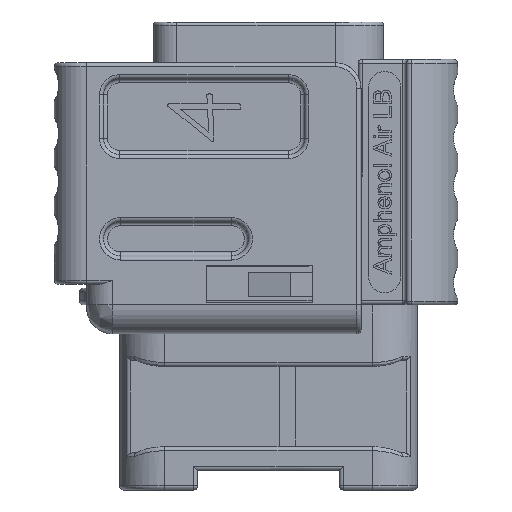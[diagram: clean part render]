
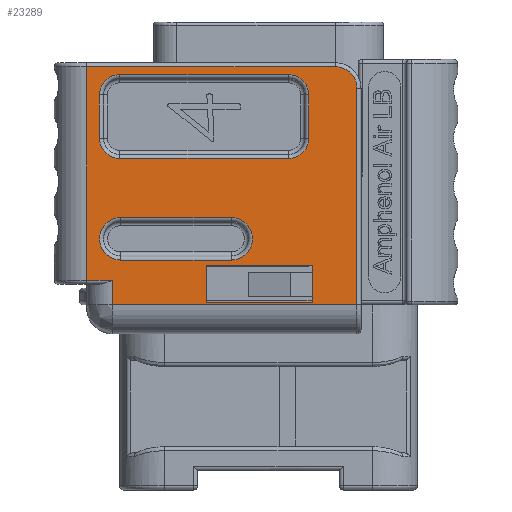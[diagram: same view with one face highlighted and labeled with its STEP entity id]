
A CAD part, left-side view. The second image highlights one B-rep face of the part: STEP entity #23289.
In plain terms, the highlighted planar face has unit normal (-1, 0, 0).
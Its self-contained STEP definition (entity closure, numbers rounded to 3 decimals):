
#696=DIRECTION('',(0.,0.,-1.));
#697=VECTOR('',#696,1.53);
#698=CARTESIAN_POINT('',(-13.75,9.7,1.53));
#699=LINE('',#698,#697);
#725=DIRECTION('',(0.,0.,-1.));
#726=VECTOR('',#725,13.27);
#727=CARTESIAN_POINT('',(-13.75,11.3,14.8));
#728=LINE('',#727,#726);
#1240=DIRECTION('',(0.,0.,-1.));
#1241=VECTOR('',#1240,13.45);
#1242=CARTESIAN_POINT('',(-13.75,-5.5,13.45));
#1243=LINE('',#1242,#1241);
#1244=DIRECTION('',(0.,-1.,0.));
#1245=VECTOR('',#1244,15.2);
#1246=CARTESIAN_POINT('',(-13.75,9.7,0.));
#1247=LINE('',#1246,#1245);
#1248=DIRECTION('',(0.,-1.,0.));
#1249=VECTOR('',#1248,1.6);
#1250=CARTESIAN_POINT('',(-13.75,11.3,1.53));
#1251=LINE('',#1250,#1249);
#1252=DIRECTION('',(0.,-1.,0.));
#1253=VECTOR('',#1252,15.45);
#1254=CARTESIAN_POINT('',(-13.75,11.3,14.8));
#1255=LINE('',#1254,#1253);
#1256=CARTESIAN_POINT('',(-13.75,-4.15,13.45));
#1257=DIRECTION('',(1.,0.,0.));
#1258=DIRECTION('',(0.,0.,1.));
#1259=AXIS2_PLACEMENT_3D('',#1256,#1257,#1258);
#1261=DIRECTION('',(0.,0.,-1.));
#1262=VECTOR('',#1261,2.3);
#1263=CARTESIAN_POINT('',(-13.75,-2.75,2.45));
#1264=LINE('',#1263,#1262);
#1265=DIRECTION('',(0.,-1.,0.));
#1266=VECTOR('',#1265,6.6);
#1267=CARTESIAN_POINT('',(-13.75,3.85,2.45));
#1268=LINE('',#1267,#1266);
#1269=DIRECTION('',(0.,0.,1.));
#1270=VECTOR('',#1269,2.3);
#1271=CARTESIAN_POINT('',(-13.75,3.85,0.15));
#1272=LINE('',#1271,#1270);
#1273=DIRECTION('',(0.,1.,0.));
#1274=VECTOR('',#1273,6.6);
#1275=CARTESIAN_POINT('',(-13.75,-2.75,0.15));
#1276=LINE('',#1275,#1274);
#1277=CARTESIAN_POINT('',(-13.75,9.25,10.35));
#1278=DIRECTION('',(1.,0.,0.));
#1279=DIRECTION('',(0.,0.,-1.));
#1280=AXIS2_PLACEMENT_3D('',#1277,#1278,#1279);
#1282=DIRECTION('',(0.,1.,0.));
#1283=VECTOR('',#1282,10.5);
#1284=CARTESIAN_POINT('',(-13.75,-1.25,9.1));
#1285=LINE('',#1284,#1283);
#1286=CARTESIAN_POINT('',(-13.75,-1.25,10.35));
#1287=DIRECTION('',(1.,0.,0.));
#1288=DIRECTION('',(0.,-1.,0.));
#1289=AXIS2_PLACEMENT_3D('',#1286,#1287,#1288);
#1291=DIRECTION('',(0.,0.,-1.));
#1292=VECTOR('',#1291,2.7);
#1293=CARTESIAN_POINT('',(-13.75,-2.5,13.05));
#1294=LINE('',#1293,#1292);
#1295=CARTESIAN_POINT('',(-13.75,-1.25,13.05));
#1296=DIRECTION('',(1.,0.,0.));
#1297=DIRECTION('',(0.,0.,1.));
#1298=AXIS2_PLACEMENT_3D('',#1295,#1296,#1297);
#1300=DIRECTION('',(0.,-1.,0.));
#1301=VECTOR('',#1300,10.5);
#1302=CARTESIAN_POINT('',(-13.75,9.25,14.3));
#1303=LINE('',#1302,#1301);
#1304=CARTESIAN_POINT('',(-13.75,9.25,13.05));
#1305=DIRECTION('',(1.,0.,0.));
#1306=DIRECTION('',(0.,1.,0.));
#1307=AXIS2_PLACEMENT_3D('',#1304,#1305,#1306);
#1309=DIRECTION('',(0.,0.,1.));
#1310=VECTOR('',#1309,2.7);
#1311=CARTESIAN_POINT('',(-13.75,10.5,10.35));
#1312=LINE('',#1311,#1310);
#1313=DIRECTION('',(0.,-1.,0.));
#1314=VECTOR('',#1313,6.86);
#1315=CARTESIAN_POINT('',(-13.75,9.18,2.79));
#1316=LINE('',#1315,#1314);
#1317=CARTESIAN_POINT('',(-13.75,2.32,4.11));
#1318=DIRECTION('',(-1.,0.,0.));
#1319=DIRECTION('',(0.,0.,-1.));
#1320=AXIS2_PLACEMENT_3D('',#1317,#1318,#1319);
#1322=DIRECTION('',(0.,1.,0.));
#1323=VECTOR('',#1322,6.86);
#1324=CARTESIAN_POINT('',(-13.75,2.32,5.43));
#1325=LINE('',#1324,#1323);
#1326=CARTESIAN_POINT('',(-13.75,9.18,4.11));
#1327=DIRECTION('',(-1.,0.,0.));
#1328=DIRECTION('',(0.,0.,1.));
#1329=AXIS2_PLACEMENT_3D('',#1326,#1327,#1328);
#20978=CARTESIAN_POINT('',(-13.75,9.7,0.));
#20980=VERTEX_POINT('',#20978);
#20994=CARTESIAN_POINT('',(-13.75,-2.75,2.45));
#20995=CARTESIAN_POINT('',(-13.75,-2.75,0.15));
#20996=VERTEX_POINT('',#20994);
#20997=VERTEX_POINT('',#20995);
#20998=CARTESIAN_POINT('',(-13.75,3.85,0.15));
#20999=VERTEX_POINT('',#20998);
#21000=CARTESIAN_POINT('',(-13.75,3.85,2.45));
#21001=VERTEX_POINT('',#21000);
#21010=CARTESIAN_POINT('',(-13.75,11.3,1.53));
#21011=CARTESIAN_POINT('',(-13.75,9.7,1.53));
#21012=VERTEX_POINT('',#21010);
#21013=VERTEX_POINT('',#21011);
#21158=CARTESIAN_POINT('',(-13.75,9.25,9.1));
#21159=CARTESIAN_POINT('',(-13.75,10.5,10.35));
#21160=VERTEX_POINT('',#21158);
#21161=VERTEX_POINT('',#21159);
#21166=CARTESIAN_POINT('',(-13.75,10.5,13.05));
#21167=VERTEX_POINT('',#21166);
#21170=CARTESIAN_POINT('',(-13.75,9.25,14.3));
#21171=VERTEX_POINT('',#21170);
#21174=CARTESIAN_POINT('',(-13.75,-1.25,14.3));
#21175=VERTEX_POINT('',#21174);
#21178=CARTESIAN_POINT('',(-13.75,-2.5,13.05));
#21179=VERTEX_POINT('',#21178);
#21182=CARTESIAN_POINT('',(-13.75,-2.5,10.35));
#21183=VERTEX_POINT('',#21182);
#21186=CARTESIAN_POINT('',(-13.75,-1.25,9.1));
#21187=VERTEX_POINT('',#21186);
#21281=CARTESIAN_POINT('',(-13.75,-5.5,0.));
#21283=VERTEX_POINT('',#21281);
#21287=CARTESIAN_POINT('',(-13.75,-5.5,13.45));
#21288=VERTEX_POINT('',#21287);
#21291=CARTESIAN_POINT('',(-13.75,-4.15,14.8));
#21292=VERTEX_POINT('',#21291);
#21295=CARTESIAN_POINT('',(-13.75,11.3,14.8));
#21296=VERTEX_POINT('',#21295);
#21619=CARTESIAN_POINT('',(-13.75,9.18,2.79));
#21620=CARTESIAN_POINT('',(-13.75,2.32,2.79));
#21621=VERTEX_POINT('',#21619);
#21622=VERTEX_POINT('',#21620);
#21625=CARTESIAN_POINT('',(-13.75,2.32,5.43));
#21626=VERTEX_POINT('',#21625);
#21629=CARTESIAN_POINT('',(-13.75,9.18,5.43));
#21630=VERTEX_POINT('',#21629);
#23237=CARTESIAN_POINT('',(-13.75,11.25,15.05));
#23238=DIRECTION('',(-1.,0.,0.));
#23239=DIRECTION('',(0.,1.,0.));
#23240=AXIS2_PLACEMENT_3D('',#23237,#23238,#23239);
#23241=PLANE('',#23240);
#23243=ORIENTED_EDGE('',*,*,#23242,.T.);
#23244=ORIENTED_EDGE('',*,*,#23208,.F.);
#23245=ORIENTED_EDGE('',*,*,#22691,.F.);
#23246=ORIENTED_EDGE('',*,*,#22707,.F.);
#23247=ORIENTED_EDGE('',*,*,#22734,.F.);
#23249=ORIENTED_EDGE('',*,*,#23248,.T.);
#23251=ORIENTED_EDGE('',*,*,#23250,.T.);
#23252=EDGE_LOOP('',(#23243,#23244,#23245,#23246,#23247,#23249,#23251));
#23253=FACE_OUTER_BOUND('',#23252,.F.);
#23254=ORIENTED_EDGE('',*,*,#22898,.F.);
#23255=ORIENTED_EDGE('',*,*,#22922,.F.);
#23256=ORIENTED_EDGE('',*,*,#22938,.F.);
#23258=ORIENTED_EDGE('',*,*,#23257,.F.);
#23259=EDGE_LOOP('',(#23254,#23255,#23256,#23258));
#23260=FACE_BOUND('',#23259,.F.);
#23262=ORIENTED_EDGE('',*,*,#23261,.F.);
#23264=ORIENTED_EDGE('',*,*,#23263,.F.);
#23266=ORIENTED_EDGE('',*,*,#23265,.F.);
#23268=ORIENTED_EDGE('',*,*,#23267,.F.);
#23270=ORIENTED_EDGE('',*,*,#23269,.F.);
#23272=ORIENTED_EDGE('',*,*,#23271,.F.);
#23274=ORIENTED_EDGE('',*,*,#23273,.F.);
#23276=ORIENTED_EDGE('',*,*,#23275,.F.);
#23277=EDGE_LOOP('',(#23262,#23264,#23266,#23268,#23270,#23272,#23274,#23276));
#23278=FACE_BOUND('',#23277,.F.);
#23280=ORIENTED_EDGE('',*,*,#23279,.T.);
#23282=ORIENTED_EDGE('',*,*,#23281,.T.);
#23284=ORIENTED_EDGE('',*,*,#23283,.T.);
#23286=ORIENTED_EDGE('',*,*,#23285,.T.);
#23287=EDGE_LOOP('',(#23280,#23282,#23284,#23286));
#23288=FACE_BOUND('',#23287,.F.);
#23289=ADVANCED_FACE('',(#23253,#23260,#23278,#23288),#23241,.T.);
#1260=CIRCLE('',#1259,1.35);
#1281=CIRCLE('',#1280,1.25);
#1290=CIRCLE('',#1289,1.25);
#1299=CIRCLE('',#1298,1.25);
#1308=CIRCLE('',#1307,1.25);
#1321=CIRCLE('',#1320,1.32);
#1330=CIRCLE('',#1329,1.32);
#22691=EDGE_CURVE('',#21013,#20980,#699,.T.);
#22707=EDGE_CURVE('',#21012,#21013,#1251,.T.);
#22734=EDGE_CURVE('',#21296,#21012,#728,.T.);
#22898=EDGE_CURVE('',#20996,#20997,#1264,.T.);
#22922=EDGE_CURVE('',#21001,#20996,#1268,.T.);
#22938=EDGE_CURVE('',#20999,#21001,#1272,.T.);
#23208=EDGE_CURVE('',#20980,#21283,#1247,.T.);
#23242=EDGE_CURVE('',#21288,#21283,#1243,.T.);
#23248=EDGE_CURVE('',#21296,#21292,#1255,.T.);
#23250=EDGE_CURVE('',#21292,#21288,#1260,.T.);
#23257=EDGE_CURVE('',#20997,#20999,#1276,.T.);
#23261=EDGE_CURVE('',#21160,#21161,#1281,.T.);
#23263=EDGE_CURVE('',#21187,#21160,#1285,.T.);
#23265=EDGE_CURVE('',#21183,#21187,#1290,.T.);
#23267=EDGE_CURVE('',#21179,#21183,#1294,.T.);
#23269=EDGE_CURVE('',#21175,#21179,#1299,.T.);
#23271=EDGE_CURVE('',#21171,#21175,#1303,.T.);
#23273=EDGE_CURVE('',#21167,#21171,#1308,.T.);
#23275=EDGE_CURVE('',#21161,#21167,#1312,.T.);
#23279=EDGE_CURVE('',#21621,#21622,#1316,.T.);
#23281=EDGE_CURVE('',#21622,#21626,#1321,.T.);
#23283=EDGE_CURVE('',#21626,#21630,#1325,.T.);
#23285=EDGE_CURVE('',#21630,#21621,#1330,.T.);
